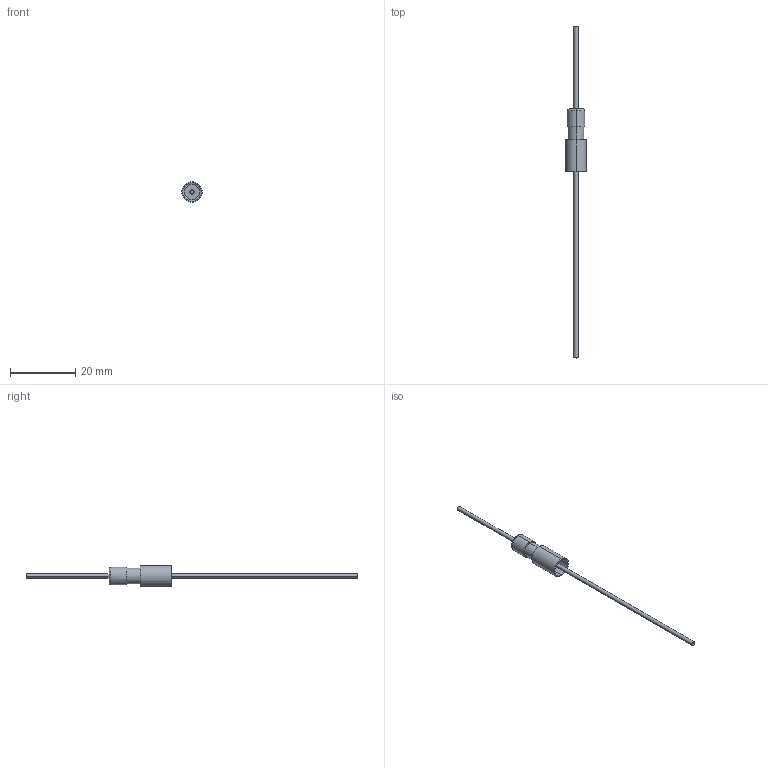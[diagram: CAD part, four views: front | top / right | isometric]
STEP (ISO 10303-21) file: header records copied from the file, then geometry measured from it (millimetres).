
FILE_DESCRIPTION (( 'STEP AP214' ), '1' );
FILE_NAME ('261-13MO2K.STEP', '2020-10-20T15:21:49', ( '' ), ( '' ), 'SwSTEP 2.0', 'SolidWorks 2017', '' );
FILE_SCHEMA (( 'AUTOMOTIVE_DESIGN' ));
Length unit declared in the file: millimetre
Products named in the file (1): 261-13MO2K
Bounding box: 6.27 x 101.6 x 6.27 mm (x, y, z)
Volume: 475.9 mm3; surface area: 930.5 mm2
Topology: 1 solids, 1 shells, 27 faces, 54 edges, 34 vertices
Faces by surface type: cylinder 14, plane 7, cone 4, bspline 2
Entity records: 803 total; most frequent: CARTESIAN_POINT 152, DIRECTION 138, ORIENTED_EDGE 108, AXIS2_PLACEMENT_3D 60, EDGE_CURVE 54, VERTEX_POINT 34, CIRCLE 34, EDGE_LOOP 32
